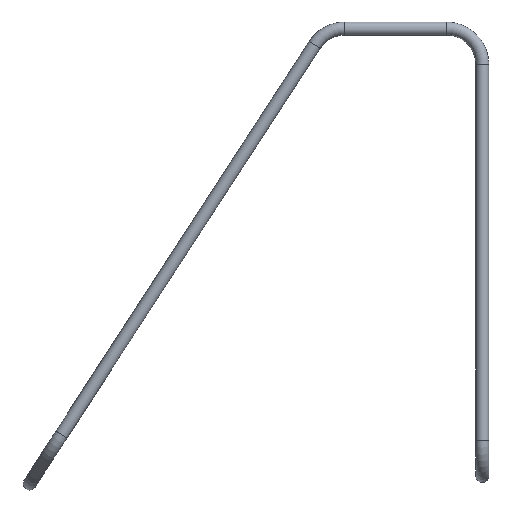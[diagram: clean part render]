
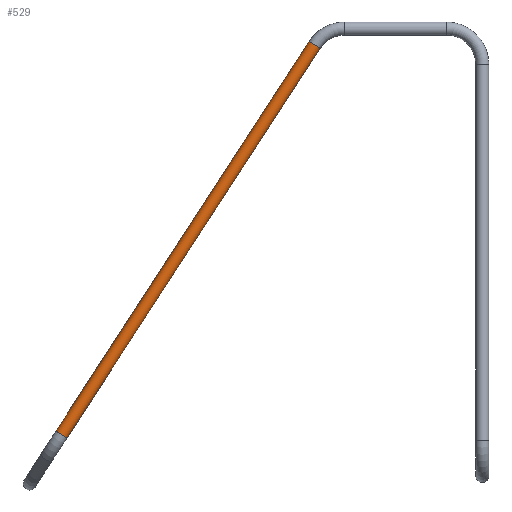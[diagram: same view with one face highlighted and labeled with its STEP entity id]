
A CAD part, left-side view. The second image highlights one B-rep face of the part: STEP entity #529.
In plain terms, the highlighted cylindrical face has radius 15 mm (diameter 30 mm), a full revolution.
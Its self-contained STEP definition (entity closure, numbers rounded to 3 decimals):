
#57=FACE_OUTER_BOUND('',#86,.T.);
#86=EDGE_LOOP('',(#453,#454,#455,#456,#457,#458,#459));
#101=LINE('',#1047,#116);
#116=VECTOR('',#819,15.);
#143=CIRCLE('',#585,15.);
#144=CIRCLE('',#586,15.);
#145=CIRCLE('',#587,15.);
#163=CIRCLE('',#614,15.);
#164=CIRCLE('',#615,15.);
#198=VERTEX_POINT('',#883);
#199=VERTEX_POINT('',#885);
#200=VERTEX_POINT('',#887);
#220=VERTEX_POINT('',#1013);
#221=VERTEX_POINT('',#1014);
#260=EDGE_CURVE('',#199,#198,#143,.T.);
#261=EDGE_CURVE('',#200,#199,#144,.T.);
#262=EDGE_CURVE('',#198,#200,#145,.T.);
#289=EDGE_CURVE('',#220,#221,#163,.T.);
#290=EDGE_CURVE('',#221,#220,#164,.T.);
#306=EDGE_CURVE('',#200,#221,#101,.T.);
#453=ORIENTED_EDGE('',*,*,#260,.T.);
#454=ORIENTED_EDGE('',*,*,#262,.T.);
#455=ORIENTED_EDGE('',*,*,#306,.T.);
#456=ORIENTED_EDGE('',*,*,#289,.F.);
#457=ORIENTED_EDGE('',*,*,#290,.F.);
#458=ORIENTED_EDGE('',*,*,#306,.F.);
#459=ORIENTED_EDGE('',*,*,#261,.T.);
#476=CYLINDRICAL_SURFACE('',#634,15.);
#529=ADVANCED_FACE('',(#57),#476,.T.);
#585=AXIS2_PLACEMENT_3D('',#886,#711,#712);
#586=AXIS2_PLACEMENT_3D('',#888,#713,#714);
#587=AXIS2_PLACEMENT_3D('',#889,#715,#716);
#614=AXIS2_PLACEMENT_3D('',#1015,#774,#775);
#615=AXIS2_PLACEMENT_3D('',#1016,#776,#777);
#634=AXIS2_PLACEMENT_3D('',#1046,#817,#818);
#711=DIRECTION('center_axis',(0.,-0.545,0.839));
#712=DIRECTION('ref_axis',(0.,-0.839,-0.545));
#713=DIRECTION('center_axis',(0.,-0.545,0.839));
#714=DIRECTION('ref_axis',(0.,-0.839,-0.545));
#715=DIRECTION('center_axis',(0.,-0.545,0.839));
#716=DIRECTION('ref_axis',(0.,-0.839,-0.545));
#774=DIRECTION('center_axis',(0.,-0.545,0.839));
#775=DIRECTION('ref_axis',(0.,-0.839,-0.545));
#776=DIRECTION('center_axis',(0.,-0.545,0.839));
#777=DIRECTION('ref_axis',(0.,-0.839,-0.545));
#817=DIRECTION('center_axis',(0.,-0.545,0.839));
#818=DIRECTION('ref_axis',(0.,-0.839,-0.545));
#819=DIRECTION('',(0.,-0.545,0.839));
#883=CARTESIAN_POINT('',(-378.72,445.776,-410.397));
#885=CARTESIAN_POINT('',(-393.72,433.196,-418.567));
#886=CARTESIAN_POINT('Origin',(-393.72,445.776,-410.397));
#887=CARTESIAN_POINT('',(-393.72,458.356,-402.227));
#888=CARTESIAN_POINT('Origin',(-393.72,445.776,-410.397));
#889=CARTESIAN_POINT('Origin',(-393.72,445.776,-410.397));
#1013=CARTESIAN_POINT('',(-393.72,-148.548,477.241));
#1014=CARTESIAN_POINT('',(-393.72,-123.388,493.58));
#1015=CARTESIAN_POINT('Origin',(-393.72,-135.968,485.41));
#1016=CARTESIAN_POINT('Origin',(-393.72,-135.968,485.41));
#1046=CARTESIAN_POINT('Origin',(-393.72,-135.968,485.41));
#1047=CARTESIAN_POINT('',(-393.72,-123.388,493.58));
